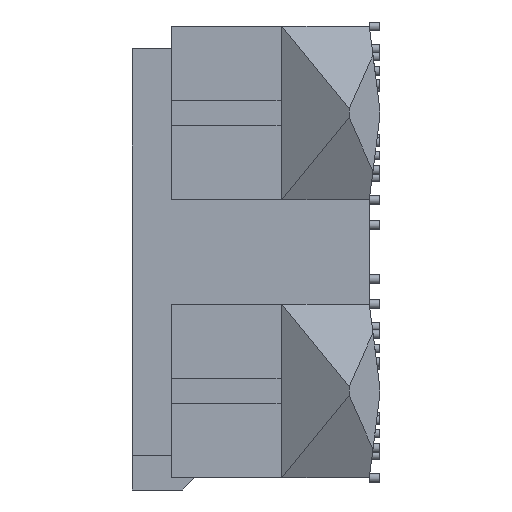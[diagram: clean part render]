
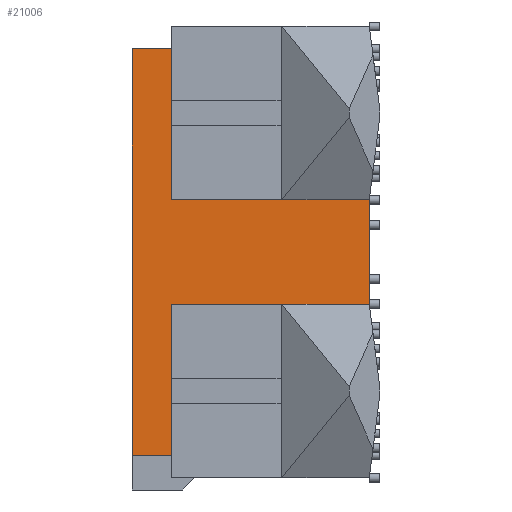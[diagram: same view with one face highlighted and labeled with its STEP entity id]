
A CAD part, left-side view. The second image highlights one B-rep face of the part: STEP entity #21006.
In plain terms, the highlighted planar face has unit normal (-1, 0, 0).
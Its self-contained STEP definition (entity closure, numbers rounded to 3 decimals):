
#4512=ORIENTED_EDGE('',*,*,#8466,.T.);
#4513=ORIENTED_EDGE('',*,*,#8467,.T.);
#4514=ORIENTED_EDGE('',*,*,#7288,.F.);
#4515=ORIENTED_EDGE('',*,*,#7265,.F.);
#4516=ORIENTED_EDGE('',*,*,#6333,.F.);
#4517=ORIENTED_EDGE('',*,*,#8178,.T.);
#4518=ORIENTED_EDGE('',*,*,#8376,.T.);
#4519=ORIENTED_EDGE('',*,*,#8453,.T.);
#4520=ORIENTED_EDGE('',*,*,#8468,.T.);
#4521=ORIENTED_EDGE('',*,*,#8071,.T.);
#4522=ORIENTED_EDGE('',*,*,#8469,.T.);
#4523=ORIENTED_EDGE('',*,*,#8470,.T.);
#4524=ORIENTED_EDGE('',*,*,#8471,.T.);
#4525=ORIENTED_EDGE('',*,*,#8472,.T.);
#6333=EDGE_CURVE('',#9254,#9255,#11214,.T.);
#7265=EDGE_CURVE('',#9255,#9893,#12094,.T.);
#7288=EDGE_CURVE('',#9893,#9914,#12117,.T.);
#8071=EDGE_CURVE('',#10451,#10450,#12829,.T.);
#8178=EDGE_CURVE('',#9254,#10527,#12936,.T.);
#8376=EDGE_CURVE('',#10527,#10653,#13134,.T.);
#8453=EDGE_CURVE('',#10653,#10663,#13149,.T.);
#8466=EDGE_CURVE('',#10704,#10705,#13150,.T.);
#8467=EDGE_CURVE('',#10705,#9914,#13151,.T.);
#8468=EDGE_CURVE('',#10663,#10451,#13152,.T.);
#8469=EDGE_CURVE('',#10450,#10706,#13153,.T.);
#8470=EDGE_CURVE('',#10706,#10707,#13154,.T.);
#8471=EDGE_CURVE('',#10707,#10708,#13155,.T.);
#8472=EDGE_CURVE('',#10708,#10704,#13156,.T.);
#9254=VERTEX_POINT('',#28504);
#9255=VERTEX_POINT('',#28505);
#9893=VERTEX_POINT('',#30403);
#9914=VERTEX_POINT('',#30449);
#10450=VERTEX_POINT('',#32038);
#10451=VERTEX_POINT('',#32039);
#10527=VERTEX_POINT('',#32262);
#10653=VERTEX_POINT('',#32658);
#10663=VERTEX_POINT('',#32697);
#10704=VERTEX_POINT('',#32880);
#10705=VERTEX_POINT('',#32881);
#10706=VERTEX_POINT('',#32885);
#10707=VERTEX_POINT('',#32887);
#10708=VERTEX_POINT('',#32889);
#11214=LINE('',#28503,#13799);
#12094=LINE('',#30402,#14679);
#12117=LINE('',#30448,#14702);
#12829=LINE('',#32045,#15414);
#12936=LINE('',#32264,#15521);
#13134=LINE('',#32657,#15719);
#13149=LINE('',#32849,#15734);
#13150=LINE('',#32879,#15735);
#13151=LINE('',#32882,#15736);
#13152=LINE('',#32883,#15737);
#13153=LINE('',#32884,#15738);
#13154=LINE('',#32886,#15739);
#13155=LINE('',#32888,#15740);
#13156=LINE('',#32890,#15741);
#13799=VECTOR('',#22906,1000.);
#14679=VECTOR('',#24546,1000.);
#14702=VECTOR('',#24573,1000.);
#15414=VECTOR('',#25977,1000.);
#15521=VECTOR('',#26156,1000.);
#15719=VECTOR('',#26496,1000.);
#15734=VECTOR('',#26771,1000.);
#15735=VECTOR('',#26822,1000.);
#15736=VECTOR('',#26823,1000.);
#15737=VECTOR('',#26824,1000.);
#15738=VECTOR('',#26825,1000.);
#15739=VECTOR('',#26826,1000.);
#15740=VECTOR('',#26827,1000.);
#15741=VECTOR('',#26828,1000.);
#17290=EDGE_LOOP('',(#4512,#4513,#4514,#4515,#4516,#4517,#4518,#4519,#4520,
#4521,#4522,#4523,#4524,#4525));
#18693=FACE_BOUND('',#17290,.T.);
#19899=PLANE('',#22382);
#21006=ADVANCED_FACE('',(#18693),#19899,.F.);
#22382=AXIS2_PLACEMENT_3D('',#32878,#26820,#26821);
#22906=DIRECTION('',(0.,1.,0.));
#24546=DIRECTION('',(0.,0.,1.));
#24573=DIRECTION('',(0.,-1.,0.));
#25977=DIRECTION('',(0.,0.,1.));
#26156=DIRECTION('',(0.,0.,1.));
#26496=DIRECTION('',(0.,-1.,0.));
#26771=DIRECTION('',(0.,0.,1.));
#26820=DIRECTION('',(1.,0.,0.));
#26821=DIRECTION('',(0.,-1.,0.));
#26822=DIRECTION('',(0.,1.,0.));
#26823=DIRECTION('',(0.,0.,1.));
#26824=DIRECTION('',(0.,0.,1.));
#26825=DIRECTION('',(0.,0.,1.));
#26826=DIRECTION('',(0.,0.,1.));
#26827=DIRECTION('',(0.,0.,1.));
#26828=DIRECTION('',(0.,0.,1.));
#28503=CARTESIAN_POINT('',(2.145,29.88,-34.169));
#28504=CARTESIAN_POINT('',(2.145,15.28,-34.169));
#28505=CARTESIAN_POINT('',(2.145,30.08,-34.169));
#30402=CARTESIAN_POINT('',(2.145,30.08,-10.769));
#30403=CARTESIAN_POINT('',(2.145,30.08,12.631));
#30448=CARTESIAN_POINT('',(2.145,10.382,12.631));
#30449=CARTESIAN_POINT('',(2.145,15.28,12.631));
#32038=CARTESIAN_POINT('',(2.145,2.78,-13.392));
#32039=CARTESIAN_POINT('',(2.145,2.78,-14.392));
#32045=CARTESIAN_POINT('',(2.145,2.78,-10.769));
#32262=CARTESIAN_POINT('',(2.145,15.28,-19.369));
#32264=CARTESIAN_POINT('',(2.145,15.28,-10.769));
#32657=CARTESIAN_POINT('',(2.145,28.282,-19.369));
#32658=CARTESIAN_POINT('',(2.145,2.78,-19.369));
#32697=CARTESIAN_POINT('',(2.145,2.78,-18.869));
#32849=CARTESIAN_POINT('',(2.145,2.78,-10.769));
#32878=CARTESIAN_POINT('',(2.145,28.282,-10.769));
#32879=CARTESIAN_POINT('',(2.145,28.282,-2.169));
#32880=CARTESIAN_POINT('',(2.145,2.78,-2.169));
#32881=CARTESIAN_POINT('',(2.145,15.28,-2.169));
#32882=CARTESIAN_POINT('',(2.145,15.28,-2.769));
#32883=CARTESIAN_POINT('',(2.145,2.78,-3.019));
#32884=CARTESIAN_POINT('',(2.145,2.78,-3.019));
#32885=CARTESIAN_POINT('',(2.145,2.78,-8.146));
#32886=CARTESIAN_POINT('',(2.145,2.78,-10.769));
#32887=CARTESIAN_POINT('',(2.145,2.78,-7.146));
#32888=CARTESIAN_POINT('',(2.145,2.78,-3.019));
#32889=CARTESIAN_POINT('',(2.145,2.78,-2.669));
#32890=CARTESIAN_POINT('',(2.145,2.78,-10.769));
